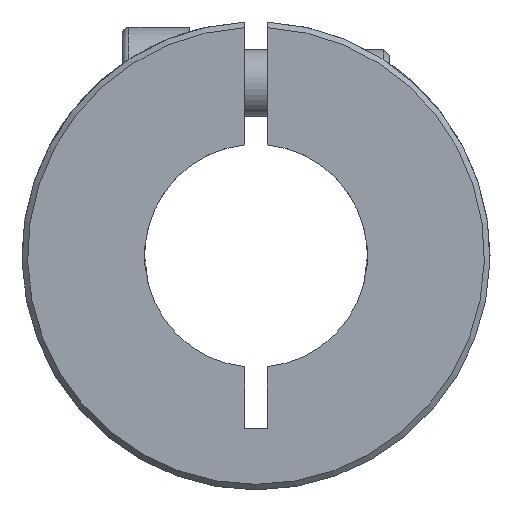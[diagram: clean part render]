
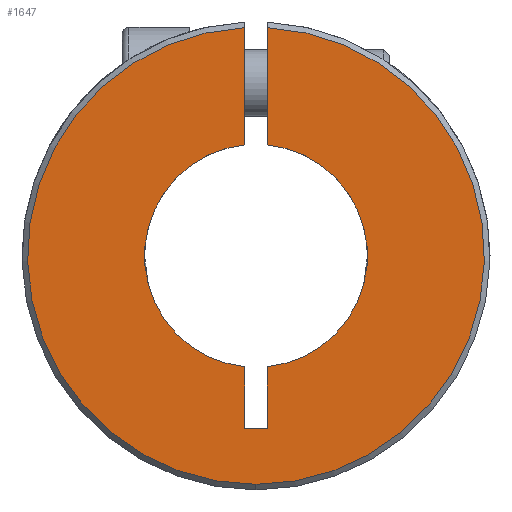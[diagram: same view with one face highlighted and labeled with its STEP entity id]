
A CAD part, left-side view. The second image highlights one B-rep face of the part: STEP entity #1647.
In plain terms, the highlighted planar face has unit normal (-1, 0, 0).
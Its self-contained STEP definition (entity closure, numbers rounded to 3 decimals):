
#100 = CARTESIAN_POINT ( 'NONE',  ( -32.5, -1., -15.5 ) ) ;
#248 = PLANE ( 'NONE',  #3458 ) ;
#263 = DIRECTION ( 'NONE',  ( 0., 0., 1. ) ) ;
#274 = ORIENTED_EDGE ( 'NONE', *, *, #4738, .T. ) ;
#353 = DIRECTION ( 'NONE',  ( 0., 0., 1. ) ) ;
#421 = EDGE_CURVE ( 'NONE', #1401, #938, #1995, .T. ) ;
#451 = CARTESIAN_POINT ( 'NONE',  ( -32.5, -1., -15.5 ) ) ;
#454 = DIRECTION ( 'NONE',  ( 0., 0., 1. ) ) ;
#659 = CARTESIAN_POINT ( 'NONE',  ( -32.5, 1., -9.95 ) ) ;
#760 = ORIENTED_EDGE ( 'NONE', *, *, #1358, .F. ) ;
#848 = AXIS2_PLACEMENT_3D ( 'NONE', #7160, #5409, #1402 ) ;
#924 = CARTESIAN_POINT ( 'NONE',  ( -32.5, 0., -20.5 ) ) ;
#938 = VERTEX_POINT ( 'NONE', #7176 ) ;
#1085 = CARTESIAN_POINT ( 'NONE',  ( -32.5, 0., 0. ) ) ;
#1358 = EDGE_CURVE ( 'NONE', #3477, #1471, #6573, .T. ) ;
#1401 = VERTEX_POINT ( 'NONE', #5934 ) ;
#1402 = DIRECTION ( 'NONE',  ( 0., 0., -1. ) ) ;
#1471 = VERTEX_POINT ( 'NONE', #7237 ) ;
#1505 = EDGE_CURVE ( 'NONE', #4624, #3477, #3806, .T. ) ;
#1647 = ADVANCED_FACE ( 'NONE', ( #3649 ), #248, .F. ) ;
#1882 = VECTOR ( 'NONE', #353, 1000. ) ;
#1908 = DIRECTION ( 'NONE',  ( -1., 0., 0. ) ) ;
#1995 = LINE ( 'NONE', #3801, #1882 ) ;
#2250 = LINE ( 'NONE', #100, #3564 ) ;
#2319 = CARTESIAN_POINT ( 'NONE',  ( -32.5, -1., -9.95 ) ) ;
#2326 = EDGE_CURVE ( 'NONE', #1471, #2867, #6659, .T. ) ;
#2477 = CARTESIAN_POINT ( 'NONE',  ( -32.5, 10., 0. ) ) ;
#2557 = DIRECTION ( 'NONE',  ( 0., 0., 1. ) ) ;
#2558 = CIRCLE ( 'NONE', #6710, 10. ) ;
#2602 = VECTOR ( 'NONE', #454, 1000. ) ;
#2663 = ORIENTED_EDGE ( 'NONE', *, *, #4340, .T. ) ;
#2745 = EDGE_CURVE ( 'NONE', #4624, #4275, #2250, .T. ) ;
#2867 = VERTEX_POINT ( 'NONE', #4867 ) ;
#2937 = VECTOR ( 'NONE', #4014, 1000. ) ;
#3041 = CARTESIAN_POINT ( 'NONE',  ( -32.5, 1., -15.5 ) ) ;
#3047 = ORIENTED_EDGE ( 'NONE', *, *, #2745, .T. ) ;
#3077 = ORIENTED_EDGE ( 'NONE', *, *, #421, .T. ) ;
#3348 = VERTEX_POINT ( 'NONE', #659 ) ;
#3400 = EDGE_CURVE ( 'NONE', #1401, #3348, #2558, .T. ) ;
#3458 = AXIS2_PLACEMENT_3D ( 'NONE', #2477, #7043, #5674 ) ;
#3477 = VERTEX_POINT ( 'NONE', #2319 ) ;
#3564 = VECTOR ( 'NONE', #3940, 1000. ) ;
#3591 = VECTOR ( 'NONE', #5014, 1000. ) ;
#3597 = CARTESIAN_POINT ( 'NONE',  ( -32.5, 0., 0. ) ) ;
#3649 = FACE_OUTER_BOUND ( 'NONE', #6498, .T. ) ;
#3686 = CARTESIAN_POINT ( 'NONE',  ( -32.5, -1., -15.5 ) ) ;
#3700 = CARTESIAN_POINT ( 'NONE',  ( -32.5, 0., 0. ) ) ;
#3801 = CARTESIAN_POINT ( 'NONE',  ( -32.5, 1., -15.5 ) ) ;
#3806 = LINE ( 'NONE', #451, #3591 ) ;
#3874 = CARTESIAN_POINT ( 'NONE',  ( -32.5, -1., -15.5 ) ) ;
#3940 = DIRECTION ( 'NONE',  ( 0., 1., 0. ) ) ;
#3970 = LINE ( 'NONE', #6777, #2937 ) ;
#4014 = DIRECTION ( 'NONE',  ( 0., 0., 1. ) ) ;
#4275 = VERTEX_POINT ( 'NONE', #3041 ) ;
#4340 = EDGE_CURVE ( 'NONE', #5210, #2867, #5341, .T. ) ;
#4624 = VERTEX_POINT ( 'NONE', #3686 ) ;
#4738 = EDGE_CURVE ( 'NONE', #4275, #3348, #3970, .T. ) ;
#4788 = ORIENTED_EDGE ( 'NONE', *, *, #1505, .F. ) ;
#4802 = ORIENTED_EDGE ( 'NONE', *, *, #2326, .F. ) ;
#4867 = CARTESIAN_POINT ( 'NONE',  ( -32.5, -1., 20.476 ) ) ;
#4979 = AXIS2_PLACEMENT_3D ( 'NONE', #1085, #6809, #6281 ) ;
#5014 = DIRECTION ( 'NONE',  ( 0., 0., 1. ) ) ;
#5019 = ORIENTED_EDGE ( 'NONE', *, *, #3400, .F. ) ;
#5210 = VERTEX_POINT ( 'NONE', #924 ) ;
#5339 = DIRECTION ( 'NONE',  ( -1., 0., 0. ) ) ;
#5341 = CIRCLE ( 'NONE', #848, 20.5 ) ;
#5409 = DIRECTION ( 'NONE',  ( -1., 0., 0. ) ) ;
#5549 = CIRCLE ( 'NONE', #4979, 20.5 ) ;
#5674 = DIRECTION ( 'NONE',  ( 0., 0., -1. ) ) ;
#5732 = AXIS2_PLACEMENT_3D ( 'NONE', #3597, #1908, #263 ) ;
#5934 = CARTESIAN_POINT ( 'NONE',  ( -32.5, 1., 9.95 ) ) ;
#6213 = ORIENTED_EDGE ( 'NONE', *, *, #6459, .T. ) ;
#6281 = DIRECTION ( 'NONE',  ( 0., 0., -1. ) ) ;
#6459 = EDGE_CURVE ( 'NONE', #938, #5210, #5549, .T. ) ;
#6498 = EDGE_LOOP ( 'NONE', ( #3077, #6213, #2663, #4802, #760, #4788, #3047, #274, #5019 ) ) ;
#6573 = CIRCLE ( 'NONE', #5732, 10. ) ;
#6659 = LINE ( 'NONE', #3874, #2602 ) ;
#6710 = AXIS2_PLACEMENT_3D ( 'NONE', #3700, #5339, #2557 ) ;
#6777 = CARTESIAN_POINT ( 'NONE',  ( -32.5, 1., -15.5 ) ) ;
#6809 = DIRECTION ( 'NONE',  ( -1., 0., 0. ) ) ;
#7043 = DIRECTION ( 'NONE',  ( 1., 0., 0. ) ) ;
#7160 = CARTESIAN_POINT ( 'NONE',  ( -32.5, 0., 0. ) ) ;
#7176 = CARTESIAN_POINT ( 'NONE',  ( -32.5, 1., 20.476 ) ) ;
#7237 = CARTESIAN_POINT ( 'NONE',  ( -32.5, -1., 9.95 ) ) ;
